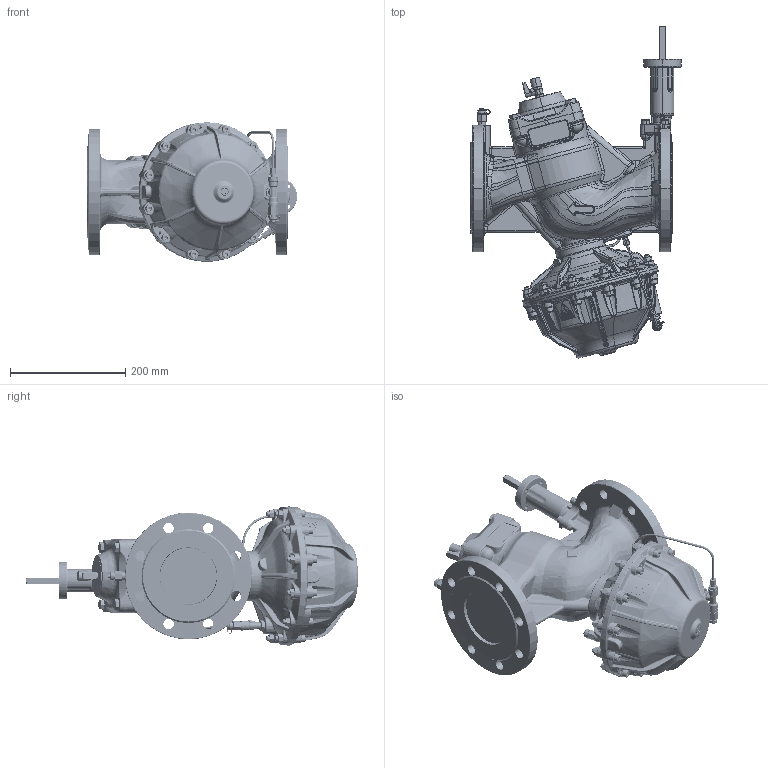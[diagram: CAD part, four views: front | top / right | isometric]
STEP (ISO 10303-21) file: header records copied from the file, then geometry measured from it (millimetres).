
FILE_DESCRIPTION(('CATIA V5 STEP Exchange','CAx-IF Rec.Pracs.--- Model Styling and Organization---1.5--- 2016-08-15','CAx-IF Rec.Pracs.---Supplemental Geometry---1.0---2011-11-01','CAx-IF Rec.Pracs.--- Composite Materials ---3.4---2017-06-13','CAx-IF Rec.Pracs.---Tessellated 3D Geometry---1.0---2015-12-17'),'2;1');
FILE_NAME('STEP_146100_-_TST.stp','2023-03-03T07:24:09+00:00',('none'),('none'),'CATIA Version 5-6 Release 2020 SP5','CATIA V5 STEP AP242 v2','none');
FILE_SCHEMA(('AP242_MANAGED_MODEL_BASED_3D_ENGINEERING_MIM_LF {1 0 10303 442 1 1 4}'));
Products named in the file (1): 146100 - TST
Bounding box: 364.91 x 576.46 x 241.55 mm (x, y, z)
Volume: 11601708.1 mm3; surface area: 609021.2 mm2
Topology: 1 solids, 36 shells, 5245 faces, 13934 edges, 8832 vertices
Faces by surface type: bspline 1878, plane 1327, cylinder 838, cone 708, torus 427, sphere 67
Entity records: 217518 total; most frequent: CARTESIAN_POINT 120993, ORIENTED_EDGE 27632, EDGE_CURVE 13816, DIRECTION 9150, VERTEX_POINT 8832, B_SPLINE_CURVE_WITH_KNOTS 5761, EDGE_LOOP 5542, ADVANCED_FACE 5245
